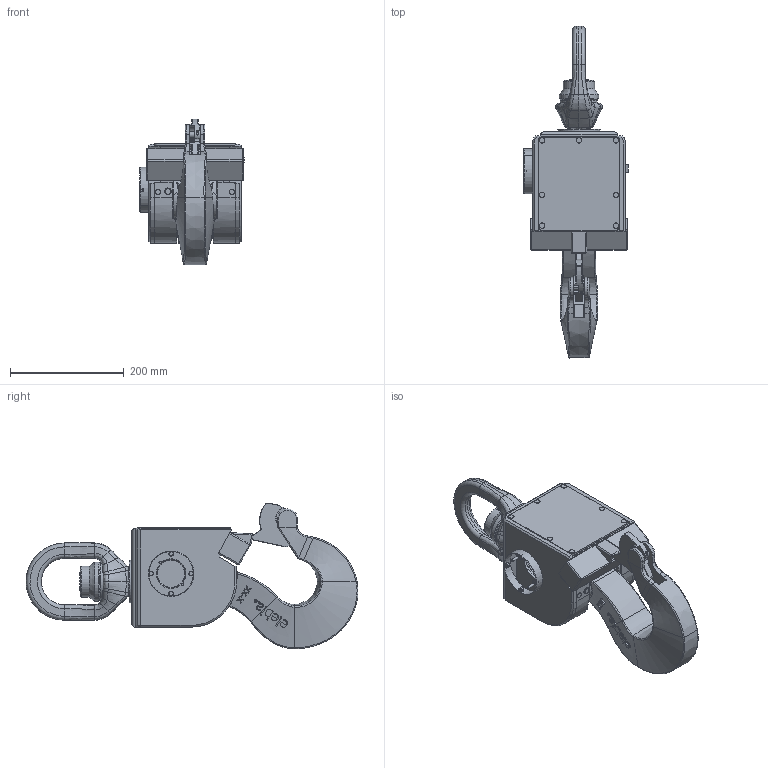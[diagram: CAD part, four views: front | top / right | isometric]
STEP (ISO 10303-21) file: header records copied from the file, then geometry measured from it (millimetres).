
FILE_DESCRIPTION((''),'2;1');
FILE_NAME('EVO10_SW0002','2013-03-15T',('ruben'),(''),'PRO/ENGINEER BY PARAMETRIC TECHNOLOGY CORPORATION, 2010020','PRO/ENGINEER BY PARAMETRIC TECHNOLOGY CORPORATION, 2010020','');
FILE_SCHEMA(('CONFIG_CONTROL_DESIGN'));
Products named in the file (1): EVO10_SW0002
Bounding box: 184.04 x 583.98 x 255.83 mm (x, y, z)
Volume: 5027207.5 mm3; surface area: 642722.1 mm2
Topology: 2 solids, 7 shells, 2361 faces, 6233 edges, 3974 vertices
Faces by surface type: plane 1479, cylinder 385, bspline 285, torus 120, cone 74, sphere 18
Entity records: 107718 total; most frequent: CARTESIAN_POINT 53432, ORIENTED_EDGE 12462, DIRECTION 9432, EDGE_CURVE 6231, VERTEX_POINT 3974, AXIS2_PLACEMENT_3D 3165, VECTOR 3102, LINE 3102
